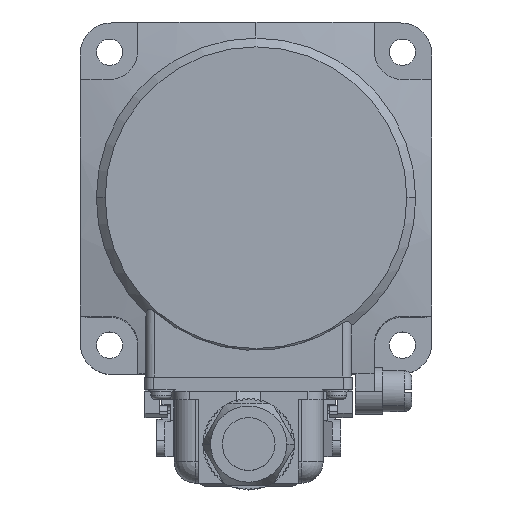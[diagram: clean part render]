
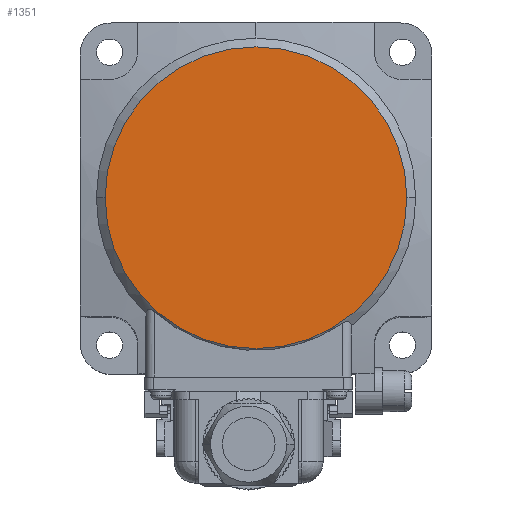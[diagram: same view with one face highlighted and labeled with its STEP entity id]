
A CAD part, top view. The second image highlights one B-rep face of the part: STEP entity #1351.
In plain terms, the highlighted planar face has unit normal (0, 0, 1).
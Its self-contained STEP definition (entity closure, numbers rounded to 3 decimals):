
#487 = PLANE ( 'NONE',  #5756 ) ;
#1351 = ADVANCED_FACE ( 'NONE', ( #1802 ), #487, .F. ) ;
#1802 = FACE_OUTER_BOUND ( 'NONE', #16707, .T. ) ;
#4976 = EDGE_CURVE ( 'NONE', #11111, #6510, #18606, .T. ) ;
#5056 = DIRECTION ( 'NONE',  ( 0., 0., -1. ) ) ;
#5080 = CARTESIAN_POINT ( 'NONE',  ( 25.75, 0., 100.05 ) ) ;
#5756 = AXIS2_PLACEMENT_3D ( 'NONE', #9604, #5056, #6522 ) ;
#6510 = VERTEX_POINT ( 'NONE', #5080 ) ;
#6522 = DIRECTION ( 'NONE',  ( -1., 0., 0. ) ) ;
#7029 = DIRECTION ( 'NONE',  ( 0., 0., 1. ) ) ;
#9604 = CARTESIAN_POINT ( 'NONE',  ( 0., 0., 100.05 ) ) ;
#11111 = VERTEX_POINT ( 'NONE', #17003 ) ;
#11262 = CIRCLE ( 'NONE', #13075, 25.75 ) ;
#11949 = CARTESIAN_POINT ( 'NONE',  ( 0., 0., 100.05 ) ) ;
#12192 = AXIS2_PLACEMENT_3D ( 'NONE', #11949, #15025, #14961 ) ;
#13075 = AXIS2_PLACEMENT_3D ( 'NONE', #13165, #7029, #14766 ) ;
#13165 = CARTESIAN_POINT ( 'NONE',  ( 0., 0., 100.05 ) ) ;
#13398 = EDGE_CURVE ( 'NONE', #6510, #11111, #11262, .T. ) ;
#14766 = DIRECTION ( 'NONE',  ( 1., 0., 0. ) ) ;
#14961 = DIRECTION ( 'NONE',  ( 1., 0., 0. ) ) ;
#15025 = DIRECTION ( 'NONE',  ( 0., 0., 1. ) ) ;
#16707 = EDGE_LOOP ( 'NONE', ( #17359, #17452 ) ) ;
#17003 = CARTESIAN_POINT ( 'NONE',  ( -25.75, 0., 100.05 ) ) ;
#17359 = ORIENTED_EDGE ( 'NONE', *, *, #4976, .T. ) ;
#17452 = ORIENTED_EDGE ( 'NONE', *, *, #13398, .T. ) ;
#18606 = CIRCLE ( 'NONE', #12192, 25.75 ) ;
